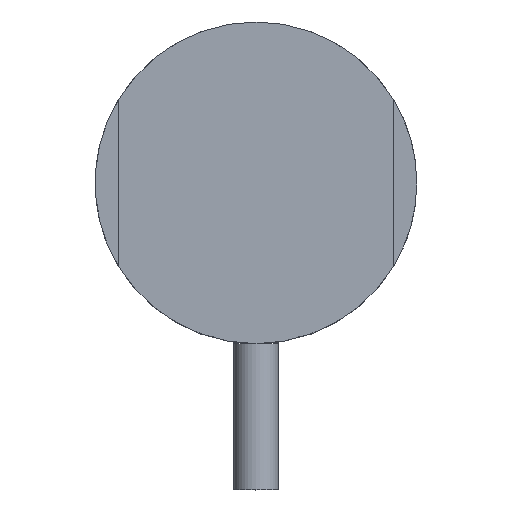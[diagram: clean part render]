
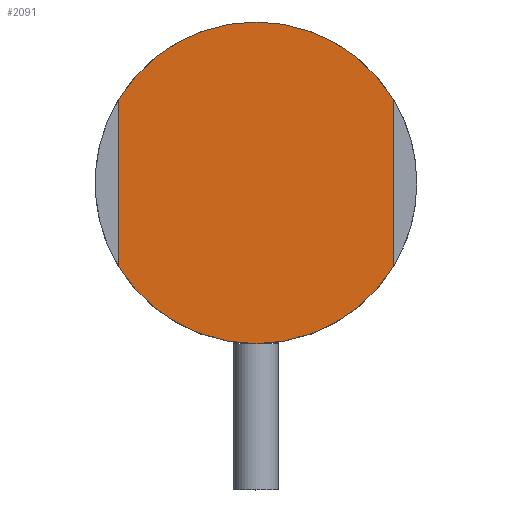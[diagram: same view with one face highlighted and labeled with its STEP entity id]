
A CAD part, top view. The second image highlights one B-rep face of the part: STEP entity #2091.
In plain terms, the highlighted planar face has unit normal (0, 0, 1).
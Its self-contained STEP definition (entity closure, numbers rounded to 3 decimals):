
#275=PLANE('',#2327);
#367=FACE_OUTER_BOUND('',#475,.T.);
#475=EDGE_LOOP('',(#1946,#1947,#1948,#1949,#1950));
#488=CIRCLE('',#2121,27.5);
#490=CIRCLE('',#2123,27.5);
#604=CIRCLE('',#2323,27.5);
#693=LINE('',#3744,#780);
#695=LINE('',#3751,#782);
#780=VECTOR('',#2819,10.);
#782=VECTOR('',#2827,10.);
#791=VERTEX_POINT('',#2886);
#793=VERTEX_POINT('',#2889);
#796=VERTEX_POINT('',#2895);
#797=VERTEX_POINT('',#2897);
#989=VERTEX_POINT('',#3750);
#1005=EDGE_CURVE('',#791,#793,#488,.T.);
#1009=EDGE_CURVE('',#796,#797,#490,.T.);
#1306=EDGE_CURVE('',#796,#793,#693,.T.);
#1309=EDGE_CURVE('',#989,#797,#695,.T.);
#1312=EDGE_CURVE('',#989,#791,#604,.T.);
#1946=ORIENTED_EDGE('',*,*,#1306,.T.);
#1947=ORIENTED_EDGE('',*,*,#1005,.F.);
#1948=ORIENTED_EDGE('',*,*,#1312,.F.);
#1949=ORIENTED_EDGE('',*,*,#1309,.T.);
#1950=ORIENTED_EDGE('',*,*,#1009,.F.);
#2091=ADVANCED_FACE('',(#367),#275,.T.);
#2121=AXIS2_PLACEMENT_3D('',#2890,#2350,#2351);
#2123=AXIS2_PLACEMENT_3D('',#2898,#2356,#2357);
#2323=AXIS2_PLACEMENT_3D('',#3755,#2833,#2834);
#2327=AXIS2_PLACEMENT_3D('',#3762,#2842,#2843);
#2350=DIRECTION('center_axis',(0.,0.,-1.));
#2351=DIRECTION('ref_axis',(1.,0.,0.));
#2356=DIRECTION('center_axis',(0.,0.,-1.));
#2357=DIRECTION('ref_axis',(1.,0.,0.));
#2819=DIRECTION('',(0.,-1.,0.));
#2827=DIRECTION('',(0.,1.,0.));
#2833=DIRECTION('center_axis',(0.,0.,-1.));
#2834=DIRECTION('ref_axis',(1.,0.,0.));
#2842=DIRECTION('center_axis',(0.,0.,1.));
#2843=DIRECTION('ref_axis',(1.,0.,0.));
#2886=CARTESIAN_POINT('',(-5.595,-28.54,22.5));
#2889=CARTESIAN_POINT('',(-29.095,-15.323,22.5));
#2890=CARTESIAN_POINT('Origin',(-5.595,-1.04,22.5));
#2895=CARTESIAN_POINT('',(-29.095,13.243,22.5));
#2897=CARTESIAN_POINT('',(17.905,13.243,22.5));
#2898=CARTESIAN_POINT('Origin',(-5.595,-1.04,22.5));
#3744=CARTESIAN_POINT('',(-29.095,16.689,22.5));
#3750=CARTESIAN_POINT('',(17.905,-15.323,22.5));
#3751=CARTESIAN_POINT('',(17.905,-13.31,22.5));
#3755=CARTESIAN_POINT('Origin',(-5.595,-1.04,22.5));
#3762=CARTESIAN_POINT('Origin',(-33.095,-1.04,22.5));
